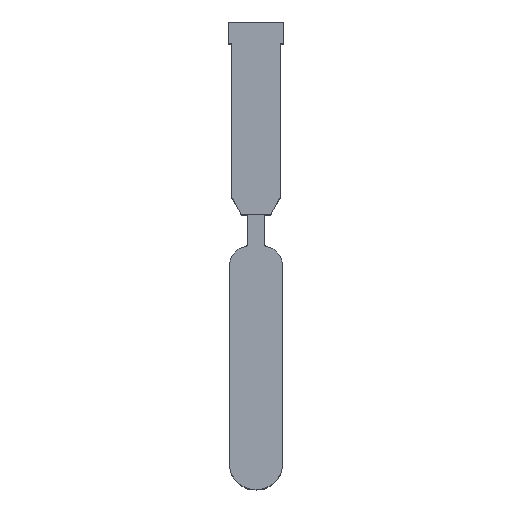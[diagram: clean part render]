
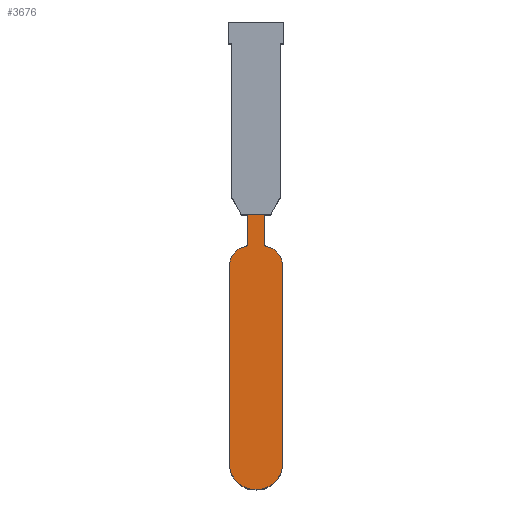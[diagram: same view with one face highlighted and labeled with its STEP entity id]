
A CAD part, top view. The second image highlights one B-rep face of the part: STEP entity #3676.
In plain terms, the highlighted planar face has unit normal (0, 0, 1).
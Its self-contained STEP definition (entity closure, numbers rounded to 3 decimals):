
#25 = ORIENTED_EDGE ( 'NONE', *, *, #242, .F. ) ;
#99 = ORIENTED_EDGE ( 'NONE', *, *, #4652, .F. ) ;
#230 = CIRCLE ( 'NONE', #2334, 1.05 ) ;
#242 = EDGE_CURVE ( 'NONE', #830, #4662, #3218, .T. ) ;
#268 = CARTESIAN_POINT ( 'NONE',  ( -8.473, 0.302, 18.106 ) ) ;
#350 = VERTEX_POINT ( 'NONE', #1714 ) ;
#381 = DIRECTION ( 'NONE',  ( 0., -1., 0. ) ) ;
#409 = EDGE_LOOP ( 'NONE', ( #99, #25, #998, #4806, #6005, #3230, #1419, #1919, #4215, #623, #6079, #5564, #3768 ) ) ;
#517 = CARTESIAN_POINT ( 'NONE',  ( -8.923, 10.461, 18.106 ) ) ;
#534 = FACE_OUTER_BOUND ( 'NONE', #409, .T. ) ;
#623 = ORIENTED_EDGE ( 'NONE', *, *, #3789, .F. ) ;
#633 = EDGE_CURVE ( 'NONE', #1351, #5442, #230, .T. ) ;
#708 = CARTESIAN_POINT ( 'NONE',  ( -7.379, 9.575, 18.106 ) ) ;
#823 = AXIS2_PLACEMENT_3D ( 'NONE', #5755, #5748, #5737 ) ;
#830 = VERTEX_POINT ( 'NONE', #6234 ) ;
#845 = VERTEX_POINT ( 'NONE', #6782 ) ;
#902 = CARTESIAN_POINT ( 'NONE',  ( -8.179, 9.575, 18.106 ) ) ;
#949 = DIRECTION ( 'NONE',  ( 0., 0., -1. ) ) ;
#950 = CARTESIAN_POINT ( 'NONE',  ( -8.429, 1.351, 18.106 ) ) ;
#958 = DIRECTION ( 'NONE',  ( 0.707, -0.707, 0. ) ) ;
#998 = ORIENTED_EDGE ( 'NONE', *, *, #1572, .F. ) ;
#1002 = DIRECTION ( 'NONE',  ( -1., 0., 0. ) ) ;
#1107 = EDGE_CURVE ( 'NONE', #1851, #350, #3847, .T. ) ;
#1181 = DIRECTION ( 'NONE',  ( 0., 0., -1. ) ) ;
#1213 = DIRECTION ( 'NONE',  ( 0., 0., -1. ) ) ;
#1228 = DIRECTION ( 'NONE',  ( -1., 0., 0. ) ) ;
#1250 = CARTESIAN_POINT ( 'NONE',  ( -8.905, 10.363, 18.106 ) ) ;
#1282 = DIRECTION ( 'NONE',  ( 0., -1., 0. ) ) ;
#1306 = AXIS2_PLACEMENT_3D ( 'NONE', #517, #1624, #3301 ) ;
#1351 = VERTEX_POINT ( 'NONE', #2060 ) ;
#1360 = AXIS2_PLACEMENT_3D ( 'NONE', #3002, #6643, #3536 ) ;
#1365 = LINE ( 'NONE', #1473, #5347 ) ;
#1419 = ORIENTED_EDGE ( 'NONE', *, *, #4272, .F. ) ;
#1473 = CARTESIAN_POINT ( 'NONE',  ( -8.823, 11.641, 18.106 ) ) ;
#1571 = VECTOR ( 'NONE', #6032, 1000. ) ;
#1572 = EDGE_CURVE ( 'NONE', #5837, #830, #6273, .T. ) ;
#1593 = VECTOR ( 'NONE', #1282, 1000. ) ;
#1624 = DIRECTION ( 'NONE',  ( 0., 0., 1. ) ) ;
#1707 = VERTEX_POINT ( 'NONE', #4903 ) ;
#1714 = CARTESIAN_POINT ( 'NONE',  ( -8.823, 11.641, 18.106 ) ) ;
#1851 = VERTEX_POINT ( 'NONE', #1946 ) ;
#1867 = VERTEX_POINT ( 'NONE', #1250 ) ;
#1919 = ORIENTED_EDGE ( 'NONE', *, *, #1107, .F. ) ;
#1937 = CARTESIAN_POINT ( 'NONE',  ( -8.123, 11.641, 18.106 ) ) ;
#1946 = CARTESIAN_POINT ( 'NONE',  ( -8.823, 10.461, 18.106 ) ) ;
#2060 = CARTESIAN_POINT ( 'NONE',  ( -7.379, 1.351, 18.106 ) ) ;
#2137 = CARTESIAN_POINT ( 'NONE',  ( 0.434, 8.361, 18.106 ) ) ;
#2141 = VECTOR ( 'NONE', #3358, 1000. ) ;
#2160 = LINE ( 'NONE', #5967, #2141 ) ;
#2334 = AXIS2_PLACEMENT_3D ( 'NONE', #950, #1213, #1228 ) ;
#2499 = EDGE_CURVE ( 'NONE', #1867, #1851, #2791, .T. ) ;
#2702 = DIRECTION ( 'NONE',  ( -1., 0., 0. ) ) ;
#2791 = CIRCLE ( 'NONE', #1306, 0.1 ) ;
#2876 = VERTEX_POINT ( 'NONE', #3240 ) ;
#2885 = VECTOR ( 'NONE', #381, 1000. ) ;
#2943 = CARTESIAN_POINT ( 'NONE',  ( -7.379, 9.575, 18.106 ) ) ;
#3002 = CARTESIAN_POINT ( 'NONE',  ( -8.516, 1.351, 18.106 ) ) ;
#3005 = EDGE_CURVE ( 'NONE', #6684, #5837, #2160, .T. ) ;
#3038 = AXIS2_PLACEMENT_3D ( 'NONE', #4436, #1181, #4964 ) ;
#3064 = LINE ( 'NONE', #3143, #2885 ) ;
#3099 = VERTEX_POINT ( 'NONE', #4429 ) ;
#3143 = CARTESIAN_POINT ( 'NONE',  ( -9.566, 8.357, 18.106 ) ) ;
#3204 = EDGE_CURVE ( 'NONE', #5442, #2876, #4160, .T. ) ;
#3218 = CIRCLE ( 'NONE', #5669, 0.8 ) ;
#3230 = ORIENTED_EDGE ( 'NONE', *, *, #5484, .F. ) ;
#3240 = CARTESIAN_POINT ( 'NONE',  ( -9.566, 1.351, 18.106 ) ) ;
#3301 = DIRECTION ( 'NONE',  ( -1., 0., 0. ) ) ;
#3358 = DIRECTION ( 'NONE',  ( 0., -1., 0. ) ) ;
#3536 = DIRECTION ( 'NONE',  ( -1., 0., 0. ) ) ;
#3636 = CIRCLE ( 'NONE', #3038, 0.8 ) ;
#3676 = ADVANCED_FACE ( 'NONE', ( #534 ), #6845, .F. ) ;
#3708 = CARTESIAN_POINT ( 'NONE',  ( -8.169, 11.688, 18.106 ) ) ;
#3768 = ORIENTED_EDGE ( 'NONE', *, *, #633, .F. ) ;
#3789 = EDGE_CURVE ( 'NONE', #845, #1867, #3636, .T. ) ;
#3847 = LINE ( 'NONE', #5922, #3926 ) ;
#3900 = AXIS2_PLACEMENT_3D ( 'NONE', #2137, #5861, #2702 ) ;
#3926 = VECTOR ( 'NONE', #5902, 1000. ) ;
#4160 = CIRCLE ( 'NONE', #1360, 1.05 ) ;
#4215 = ORIENTED_EDGE ( 'NONE', *, *, #2499, .F. ) ;
#4272 = EDGE_CURVE ( 'NONE', #350, #1707, #1365, .T. ) ;
#4299 = EDGE_CURVE ( 'NONE', #3099, #6684, #4841, .T. ) ;
#4310 = LINE ( 'NONE', #708, #1593 ) ;
#4429 = CARTESIAN_POINT ( 'NONE',  ( -8.169, 11.688, 18.106 ) ) ;
#4436 = CARTESIAN_POINT ( 'NONE',  ( -8.766, 9.575, 18.106 ) ) ;
#4652 = EDGE_CURVE ( 'NONE', #4662, #1351, #4310, .T. ) ;
#4662 = VERTEX_POINT ( 'NONE', #2943 ) ;
#4806 = ORIENTED_EDGE ( 'NONE', *, *, #3005, .F. ) ;
#4841 = LINE ( 'NONE', #3708, #6041 ) ;
#4865 = CARTESIAN_POINT ( 'NONE',  ( -8.123, 10.461, 18.106 ) ) ;
#4903 = CARTESIAN_POINT ( 'NONE',  ( -8.776, 11.688, 18.106 ) ) ;
#4964 = DIRECTION ( 'NONE',  ( -1., 0., 0. ) ) ;
#4969 = EDGE_CURVE ( 'NONE', #845, #2876, #3064, .T. ) ;
#5347 = VECTOR ( 'NONE', #6277, 1000. ) ;
#5442 = VERTEX_POINT ( 'NONE', #268 ) ;
#5484 = EDGE_CURVE ( 'NONE', #1707, #3099, #5670, .T. ) ;
#5564 = ORIENTED_EDGE ( 'NONE', *, *, #3204, .F. ) ;
#5669 = AXIS2_PLACEMENT_3D ( 'NONE', #902, #949, #1002 ) ;
#5670 = LINE ( 'NONE', #6055, #1571 ) ;
#5737 = DIRECTION ( 'NONE',  ( -1., 0., 0. ) ) ;
#5748 = DIRECTION ( 'NONE',  ( 0., 0., 1. ) ) ;
#5755 = CARTESIAN_POINT ( 'NONE',  ( -8.023, 10.461, 18.106 ) ) ;
#5837 = VERTEX_POINT ( 'NONE', #4865 ) ;
#5861 = DIRECTION ( 'NONE',  ( 0., 0., -1. ) ) ;
#5902 = DIRECTION ( 'NONE',  ( 0., 1., 0. ) ) ;
#5922 = CARTESIAN_POINT ( 'NONE',  ( -8.823, 8.361, 18.106 ) ) ;
#5967 = CARTESIAN_POINT ( 'NONE',  ( -8.123, 8.361, 18.106 ) ) ;
#6005 = ORIENTED_EDGE ( 'NONE', *, *, #4299, .F. ) ;
#6032 = DIRECTION ( 'NONE',  ( 1., 0., 0. ) ) ;
#6041 = VECTOR ( 'NONE', #958, 1000. ) ;
#6055 = CARTESIAN_POINT ( 'NONE',  ( 0.434, 11.688, 18.106 ) ) ;
#6079 = ORIENTED_EDGE ( 'NONE', *, *, #4969, .T. ) ;
#6234 = CARTESIAN_POINT ( 'NONE',  ( -8.04, 10.363, 18.106 ) ) ;
#6273 = CIRCLE ( 'NONE', #823, 0.1 ) ;
#6277 = DIRECTION ( 'NONE',  ( 0.707, 0.707, 0. ) ) ;
#6643 = DIRECTION ( 'NONE',  ( 0., 0., -1. ) ) ;
#6684 = VERTEX_POINT ( 'NONE', #1937 ) ;
#6782 = CARTESIAN_POINT ( 'NONE',  ( -9.566, 9.575, 18.106 ) ) ;
#6845 = PLANE ( 'NONE',  #3900 ) ;
